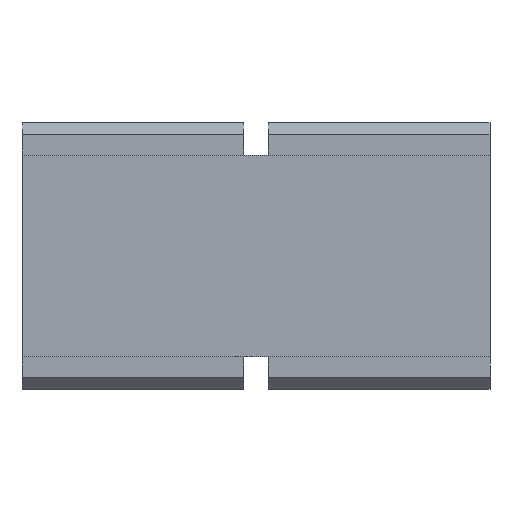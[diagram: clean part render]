
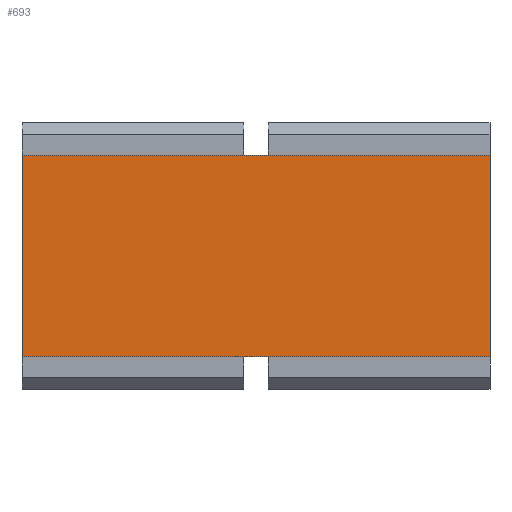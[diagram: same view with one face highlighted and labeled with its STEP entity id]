
A CAD part, top view. The second image highlights one B-rep face of the part: STEP entity #693.
In plain terms, the highlighted planar face has unit normal (0, 0, 1).
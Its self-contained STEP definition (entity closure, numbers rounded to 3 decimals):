
#680=AXIS2_PLACEMENT_3D('Plane Axis2P3D',#677,#678,#679) ;
#80=CARTESIAN_POINT('Vertex',(11.6,0.8,1.6)) ;
#185=CARTESIAN_POINT('Vertex',(11.6,5.8,1.6)) ;
#188=CARTESIAN_POINT('Line Origine',(11.6,3.3,1.6)) ;
#219=CARTESIAN_POINT('Line Origine',(5.8,0.8,1.6)) ;
#223=CARTESIAN_POINT('Vertex',(0.,0.8,1.6)) ;
#660=CARTESIAN_POINT('Vertex',(0.,5.8,1.6)) ;
#663=CARTESIAN_POINT('Line Origine',(5.8,5.8,1.6)) ;
#677=CARTESIAN_POINT('Axis2P3D Location',(2.75,0.8,1.6)) ;
#682=CARTESIAN_POINT('Line Origine',(0.,3.3,1.6)) ;
#189=DIRECTION('Vector Direction',(0.,1.,0.)) ;
#220=DIRECTION('Vector Direction',(1.,0.,0.)) ;
#664=DIRECTION('Vector Direction',(1.,0.,0.)) ;
#678=DIRECTION('Axis2P3D Direction',(0.,0.,-1.)) ;
#679=DIRECTION('Axis2P3D XDirection',(0.,1.,0.)) ;
#683=DIRECTION('Vector Direction',(0.,1.,0.)) ;
#190=VECTOR('Line Direction',#189,1.) ;
#221=VECTOR('Line Direction',#220,1.) ;
#665=VECTOR('Line Direction',#664,1.) ;
#684=VECTOR('Line Direction',#683,1.) ;
#688=ORIENTED_EDGE('',*,*,#667,.F.) ;
#689=ORIENTED_EDGE('',*,*,#686,.F.) ;
#690=ORIENTED_EDGE('',*,*,#225,.T.) ;
#691=ORIENTED_EDGE('',*,*,#192,.T.) ;
#693=ADVANCED_FACE('S3D gedreht',(#692),#681,.F.) ;
#192=EDGE_CURVE('',#81,#186,#191,.T.) ;
#225=EDGE_CURVE('',#224,#81,#222,.T.) ;
#667=EDGE_CURVE('',#661,#186,#666,.T.) ;
#686=EDGE_CURVE('',#224,#661,#685,.T.) ;
#687=EDGE_LOOP('',(#688,#689,#690,#691)) ;
#692=FACE_OUTER_BOUND('',#687,.T.) ;
#191=LINE('Line',#188,#190) ;
#222=LINE('Line',#219,#221) ;
#666=LINE('Line',#663,#665) ;
#685=LINE('Line',#682,#684) ;
#681=PLANE('',#680) ;
#81=VERTEX_POINT('',#80) ;
#186=VERTEX_POINT('',#185) ;
#224=VERTEX_POINT('',#223) ;
#661=VERTEX_POINT('',#660) ;
